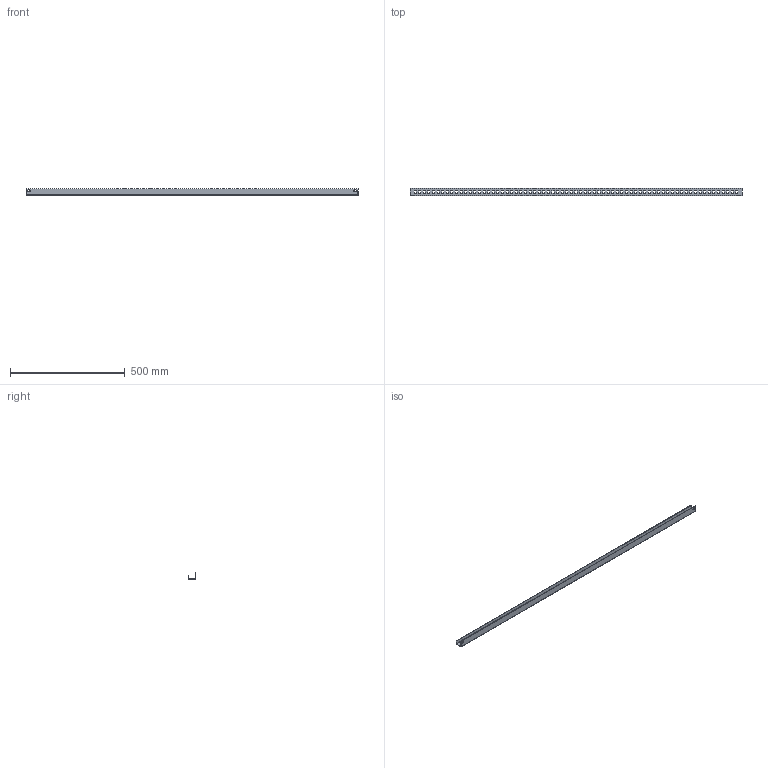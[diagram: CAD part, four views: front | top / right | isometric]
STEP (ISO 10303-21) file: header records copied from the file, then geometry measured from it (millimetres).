
FILE_DESCRIPTION (( 'STEP AP203' ), '1' );
FILE_NAME ('AC00C574.step', '2011-01-20T13:32:51', ( 'User' ), ( 'DKC' ), 'SwSTEP 2.0', 'SolidWorks 2010', '' );
FILE_SCHEMA (( 'CONFIG_CONTROL_DESIGN' ));
Length unit declared in the file: millimetre
Products named in the file (1): AC00C574
Bounding box: 1445 x 30.5 x 30 mm (x, y, z)
Volume: 199315 mm3; surface area: 210624.9 mm2
Topology: 1 solids, 1 shells, 310 faces, 908 edges, 600 vertices
Faces by surface type: plane 302, cylinder 8
Entity records: 10429 total; most frequent: CARTESIAN_POINT 1819, ORIENTED_EDGE 1816, DIRECTION 1546, EDGE_CURVE 908, LINE 892, VECTOR 892, VERTEX_POINT 600, EDGE_LOOP 456
